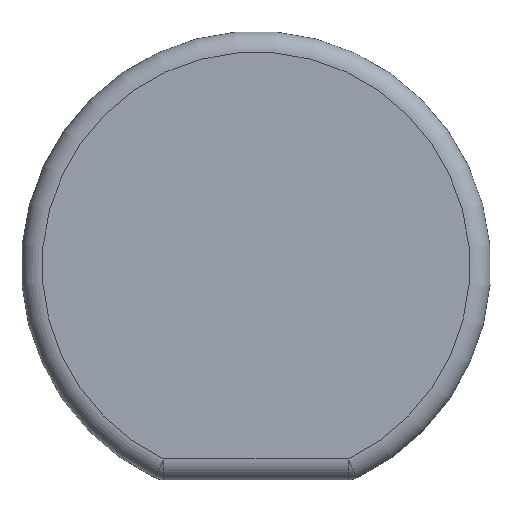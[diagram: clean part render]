
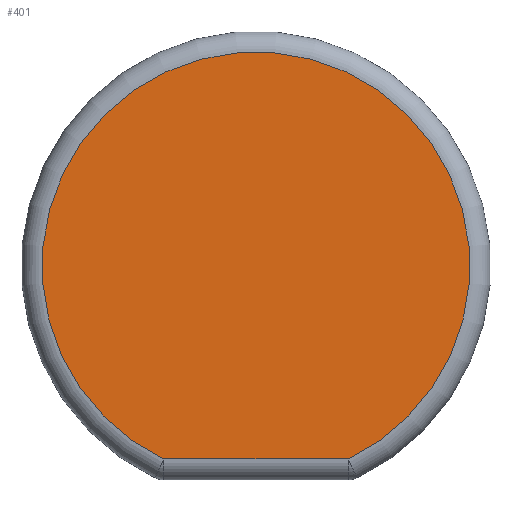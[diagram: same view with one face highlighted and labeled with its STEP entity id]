
A CAD part, top view. The second image highlights one B-rep face of the part: STEP entity #401.
In plain terms, the highlighted planar face has unit normal (0, 0, 1).
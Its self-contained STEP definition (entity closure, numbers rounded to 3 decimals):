
#39=PLANE('',#498);
#80=FACE_OUTER_BOUND('',#118,.T.);
#118=EDGE_LOOP('',(#363,#364));
#139=LINE('',#753,#158);
#158=VECTOR('',#632,10.);
#189=CIRCLE('',#496,20.5);
#215=VERTEX_POINT('',#733);
#218=VERTEX_POINT('',#743);
#267=EDGE_CURVE('',#215,#218,#139,.T.);
#269=EDGE_CURVE('',#218,#215,#189,.T.);
#363=ORIENTED_EDGE('',*,*,#267,.F.);
#364=ORIENTED_EDGE('',*,*,#269,.F.);
#401=ADVANCED_FACE('',(#80),#39,.T.);
#496=AXIS2_PLACEMENT_3D('',#756,#637,#638);
#498=AXIS2_PLACEMENT_3D('',#758,#641,#642);
#632=DIRECTION('',(-1.,0.,0.));
#637=DIRECTION('center_axis',(0.,0.,-1.));
#638=DIRECTION('ref_axis',(0.,1.,0.));
#641=DIRECTION('center_axis',(0.,0.,1.));
#642=DIRECTION('ref_axis',(1.,0.,0.));
#733=CARTESIAN_POINT('',(8.832,-18.5,2.5));
#743=CARTESIAN_POINT('',(-8.832,-18.5,2.5));
#753=CARTESIAN_POINT('',(4.637,-18.5,2.5));
#756=CARTESIAN_POINT('Origin',(0.,0.,2.5));
#758=CARTESIAN_POINT('Origin',(0.,-1.691,
2.5));
